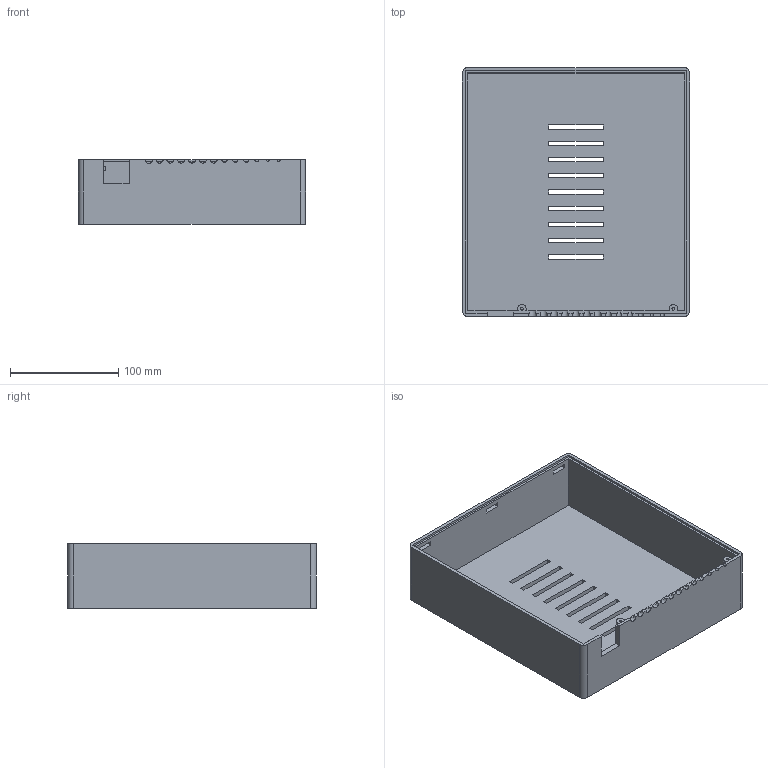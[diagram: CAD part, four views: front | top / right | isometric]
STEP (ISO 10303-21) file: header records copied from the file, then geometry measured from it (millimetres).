
FILE_DESCRIPTION(('FreeCAD Model'),'2;1');
FILE_NAME('Open CASCADE Shape Model','2024-09-20T19:33:05',(''),(''), 'Open CASCADE STEP processor 7.7','FreeCAD','Unknown');
FILE_SCHEMA(('AUTOMOTIVE_DESIGN { 1 0 10303 214 1 1 1 1 }'));
Length unit declared in the file: millimetre
Products named in the file (1): Bottom
Bounding box: 210 x 230 x 60 mm (x, y, z)
Volume: 461150.4 mm3; surface area: 196233.8 mm2
Topology: 1 solids, 1 shells, 128 faces, 372 edges, 249 vertices
Faces by surface type: plane 107, cylinder 21
Full cylindrical faces by diameter (mm): 2.5 x2
Entity records: 9145 total; most frequent: CARTESIAN_POINT 1566, DIRECTION 1429, LINE 982, VECTOR 982, ORIENTED_EDGE 744, PCURVE 744, DEFINITIONAL_REPRESENTATION 744, EDGE_CURVE 372
